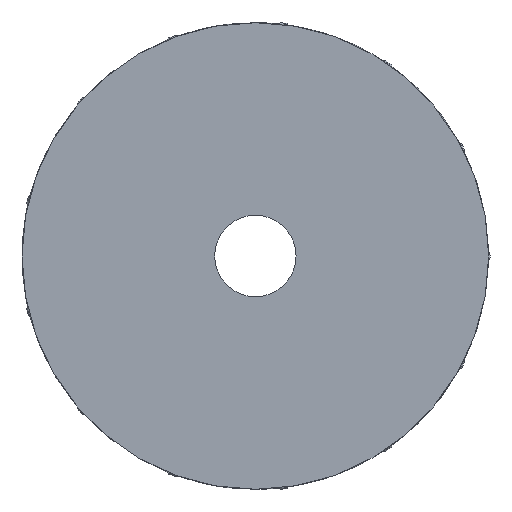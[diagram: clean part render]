
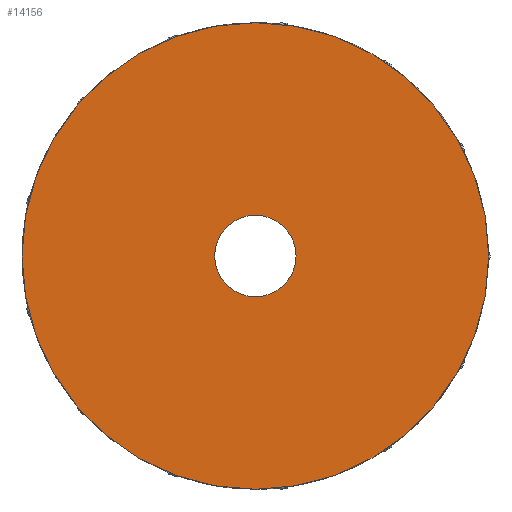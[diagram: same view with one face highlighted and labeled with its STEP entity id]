
A CAD part, left-side view. The second image highlights one B-rep face of the part: STEP entity #14156.
In plain terms, the highlighted planar face has unit normal (-1, 0, 0).
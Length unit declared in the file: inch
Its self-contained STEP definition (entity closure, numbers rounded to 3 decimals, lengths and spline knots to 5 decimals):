
#93 = DIRECTION ( 'NONE',  ( 1., 0., 0. ) ) ;
#208 = AXIS2_PLACEMENT_3D ( 'NONE', #13101, #10998, #247 ) ;
#247 = DIRECTION ( 'NONE',  ( 0., 0., -1. ) ) ;
#729 = FACE_OUTER_BOUND ( 'NONE', #9735, .T. ) ;
#1121 = CARTESIAN_POINT ( 'NONE',  ( -0.32252, 0., -0.71669 ) ) ;
#1160 = VERTEX_POINT ( 'NONE', #11165 ) ;
#1800 = AXIS2_PLACEMENT_3D ( 'NONE', #10799, #9215, #3707 ) ;
#1902 = AXIS2_PLACEMENT_3D ( 'NONE', #10234, #7625, #4140 ) ;
#1917 = CARTESIAN_POINT ( 'NONE',  ( -0.32252, 0., 0.71669 ) ) ;
#3287 = FACE_BOUND ( 'NONE', #12571, .T. ) ;
#3417 = ORIENTED_EDGE ( 'NONE', *, *, #13295, .F. ) ;
#3707 = DIRECTION ( 'NONE',  ( 0., 0., -1. ) ) ;
#4140 = DIRECTION ( 'NONE',  ( 0., 0., -1. ) ) ;
#4439 = EDGE_CURVE ( 'NONE', #14565, #1160, #9207, .T. ) ;
#4937 = AXIS2_PLACEMENT_3D ( 'NONE', #7856, #12645, #10171 ) ;
#5195 = CIRCLE ( 'NONE', #8150, 0.125 ) ;
#5461 = PLANE ( 'NONE',  #4937 ) ;
#6478 = EDGE_CURVE ( 'NONE', #12782, #8516, #8572, .T. ) ;
#6997 = DIRECTION ( 'NONE',  ( 0., 0., -1. ) ) ;
#7625 = DIRECTION ( 'NONE',  ( 1., 0., 0. ) ) ;
#7856 = CARTESIAN_POINT ( 'NONE',  ( -0.32252, 0., 0.125 ) ) ;
#8150 = AXIS2_PLACEMENT_3D ( 'NONE', #10692, #93, #6997 ) ;
#8500 = ORIENTED_EDGE ( 'NONE', *, *, #14298, .T. ) ;
#8516 = VERTEX_POINT ( 'NONE', #1917 ) ;
#8572 = CIRCLE ( 'NONE', #1902, 0.71669 ) ;
#9068 = CARTESIAN_POINT ( 'NONE',  ( -0.32252, 0., 0.125 ) ) ;
#9207 = CIRCLE ( 'NONE', #1800, 0.125 ) ;
#9215 = DIRECTION ( 'NONE',  ( 1., 0., 0. ) ) ;
#9735 = EDGE_LOOP ( 'NONE', ( #15045, #3417 ) ) ;
#10171 = DIRECTION ( 'NONE',  ( 0., 0., -1. ) ) ;
#10234 = CARTESIAN_POINT ( 'NONE',  ( -0.32252, 0., 0. ) ) ;
#10692 = CARTESIAN_POINT ( 'NONE',  ( -0.32252, 0., 0. ) ) ;
#10799 = CARTESIAN_POINT ( 'NONE',  ( -0.32252, 0., 0. ) ) ;
#10998 = DIRECTION ( 'NONE',  ( 1., 0., 0. ) ) ;
#11083 = CIRCLE ( 'NONE', #208, 0.71669 ) ;
#11165 = CARTESIAN_POINT ( 'NONE',  ( -0.32252, 0., -0.125 ) ) ;
#11770 = ORIENTED_EDGE ( 'NONE', *, *, #4439, .T. ) ;
#12571 = EDGE_LOOP ( 'NONE', ( #11770, #8500 ) ) ;
#12645 = DIRECTION ( 'NONE',  ( 1., 0., 0. ) ) ;
#12782 = VERTEX_POINT ( 'NONE', #1121 ) ;
#13101 = CARTESIAN_POINT ( 'NONE',  ( -0.32252, 0., 0. ) ) ;
#13295 = EDGE_CURVE ( 'NONE', #8516, #12782, #11083, .T. ) ;
#14156 = ADVANCED_FACE ( 'NONE', ( #729, #3287 ), #5461, .F. ) ;
#14298 = EDGE_CURVE ( 'NONE', #1160, #14565, #5195, .T. ) ;
#14565 = VERTEX_POINT ( 'NONE', #9068 ) ;
#15045 = ORIENTED_EDGE ( 'NONE', *, *, #6478, .F. ) ;
